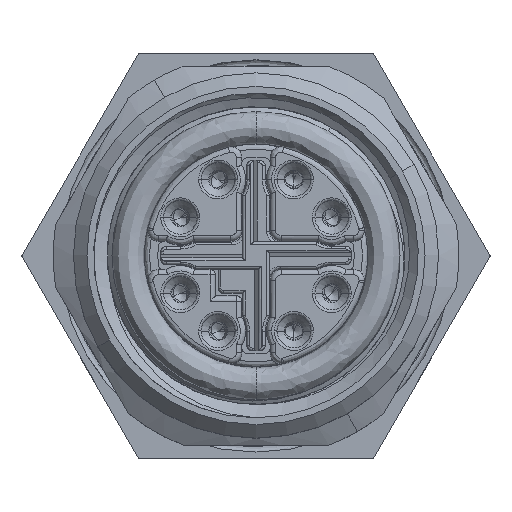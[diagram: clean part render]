
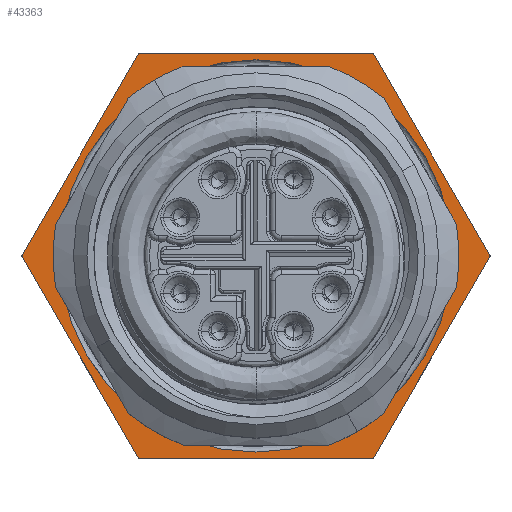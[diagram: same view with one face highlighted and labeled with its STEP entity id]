
A CAD part, top view. The second image highlights one B-rep face of the part: STEP entity #43363.
In plain terms, the highlighted planar face has unit normal (0, 0, 1).
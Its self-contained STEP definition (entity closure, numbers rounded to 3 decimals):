
#96 = VERTEX_POINT ( 'NONE', #16146 ) ;
#402 = ORIENTED_EDGE ( 'NONE', *, *, #22268, .F. ) ;
#653 = EDGE_CURVE ( 'NONE', #33330, #18868, #22927, .T. ) ;
#940 = CARTESIAN_POINT ( 'NONE',  ( 4.31, 7.5, -2.9 ) ) ;
#1165 = VECTOR ( 'NONE', #19920, 1000. ) ;
#1607 = VERTEX_POINT ( 'NONE', #6072 ) ;
#2386 = DIRECTION ( 'NONE',  ( 0., 0., -1. ) ) ;
#2501 = EDGE_CURVE ( 'NONE', #26164, #44224, #13883, .T. ) ;
#2814 = VERTEX_POINT ( 'NONE', #43754 ) ;
#3088 = CARTESIAN_POINT ( 'NONE',  ( 6.495, -3.75, -2.9 ) ) ;
#3301 = DIRECTION ( 'NONE',  ( -0.5, 0.866, 0. ) ) ;
#3345 = AXIS2_PLACEMENT_3D ( 'NONE', #43887, #20296, #47844 ) ;
#3358 = DIRECTION ( 'NONE',  ( 0.5, 0.866, 0. ) ) ;
#3463 = CARTESIAN_POINT ( 'NONE',  ( -4.31, 7.5, -2.9 ) ) ;
#4222 = CARTESIAN_POINT ( 'NONE',  ( 0., 0., -2.9 ) ) ;
#5063 = LINE ( 'NONE', #50319, #45575 ) ;
#5949 = ORIENTED_EDGE ( 'NONE', *, *, #8657, .T. ) ;
#6072 = CARTESIAN_POINT ( 'NONE',  ( 4.325, 7.491, -2.9 ) ) ;
#6186 = CARTESIAN_POINT ( 'NONE',  ( 4.31, 7.5, -2.9 ) ) ;
#6347 = CARTESIAN_POINT ( 'NONE',  ( -8.65, -0.018, -2.9 ) ) ;
#7471 = ORIENTED_EDGE ( 'NONE', *, *, #653, .T. ) ;
#7729 = CARTESIAN_POINT ( 'NONE',  ( 0., 0., -2.9 ) ) ;
#7881 = AXIS2_PLACEMENT_3D ( 'NONE', #16267, #43822, #20226 ) ;
#8123 = DIRECTION ( 'NONE',  ( 0.5, 0.866, 0. ) ) ;
#8159 = CIRCLE ( 'NONE', #34892, 8.65 ) ;
#8293 = CARTESIAN_POINT ( 'NONE',  ( -8.65, 0.018, -2.9 ) ) ;
#8657 = EDGE_CURVE ( 'NONE', #22849, #2814, #48780, .T. ) ;
#8903 = CARTESIAN_POINT ( 'NONE',  ( 8.65, 0.018, -2.9 ) ) ;
#9880 = EDGE_CURVE ( 'NONE', #40780, #96, #5063, .T. ) ;
#10189 = ORIENTED_EDGE ( 'NONE', *, *, #47217, .F. ) ;
#10877 = AXIS2_PLACEMENT_3D ( 'NONE', #50376, #26756, #3358 ) ;
#11117 = CARTESIAN_POINT ( 'NONE',  ( 0., 0., -2.9 ) ) ;
#11249 = ORIENTED_EDGE ( 'NONE', *, *, #9880, .T. ) ;
#11618 = DIRECTION ( 'NONE',  ( 0.5, 0.866, 0. ) ) ;
#12800 = EDGE_CURVE ( 'NONE', #33330, #34937, #38283, .T. ) ;
#13059 = CARTESIAN_POINT ( 'NONE',  ( 7.491, -4.325, -2.9 ) ) ;
#13403 = VECTOR ( 'NONE', #50111, 1000. ) ;
#13497 = CARTESIAN_POINT ( 'NONE',  ( 0., 0., -2.9 ) ) ;
#13883 = LINE ( 'NONE', #940, #33557 ) ;
#14042 = AXIS2_PLACEMENT_3D ( 'NONE', #4222, #31597, #8123 ) ;
#14395 = EDGE_CURVE ( 'NONE', #26164, #1607, #8159, .T. ) ;
#14632 = LINE ( 'NONE', #3088, #13403 ) ;
#15085 = DIRECTION ( 'NONE',  ( 0.5, 0.866, 0. ) ) ;
#16146 = CARTESIAN_POINT ( 'NONE',  ( 4.34, 7.482, -2.9 ) ) ;
#16267 = CARTESIAN_POINT ( 'NONE',  ( 0., 0., -2.9 ) ) ;
#16792 = ORIENTED_EDGE ( 'NONE', *, *, #28829, .T. ) ;
#16979 = DIRECTION ( 'NONE',  ( -0.5, -0.866, 0. ) ) ;
#17441 = DIRECTION ( 'NONE',  ( 0.5, 0.866, 0. ) ) ;
#17897 = CIRCLE ( 'NONE', #10877, 8.65 ) ;
#18363 = EDGE_CURVE ( 'NONE', #19204, #34937, #21925, .T. ) ;
#18868 = VERTEX_POINT ( 'NONE', #34678 ) ;
#19204 = VERTEX_POINT ( 'NONE', #6347 ) ;
#19296 = VECTOR ( 'NONE', #43556, 1000. ) ;
#19599 = AXIS2_PLACEMENT_3D ( 'NONE', #25784, #2386, #29734 ) ;
#19920 = DIRECTION ( 'NONE',  ( 0.5, -0.866, 0. ) ) ;
#20145 = CARTESIAN_POINT ( 'NONE',  ( 0., 0., -2.9 ) ) ;
#20152 = CIRCLE ( 'NONE', #25850, 8.65 ) ;
#20172 = EDGE_CURVE ( 'NONE', #25834, #18868, #20152, .T. ) ;
#20226 = DIRECTION ( 'NONE',  ( 0.5, 0.866, 0. ) ) ;
#20296 = DIRECTION ( 'NONE',  ( 0., 0., -1. ) ) ;
#20634 = ORIENTED_EDGE ( 'NONE', *, *, #27574, .T. ) ;
#20696 = EDGE_CURVE ( 'NONE', #49913, #44224, #31098, .T. ) ;
#20712 = VERTEX_POINT ( 'NONE', #8293 ) ;
#21925 = LINE ( 'NONE', #43504, #1165 ) ;
#22268 = EDGE_CURVE ( 'NONE', #40780, #48394, #17897, .T. ) ;
#22849 = VERTEX_POINT ( 'NONE', #26868 ) ;
#22927 = LINE ( 'NONE', #39546, #33388 ) ;
#23004 = CARTESIAN_POINT ( 'NONE',  ( -4.31, -7.5, -2.9 ) ) ;
#23542 = CARTESIAN_POINT ( 'NONE',  ( 4.34, -7.482, -2.9 ) ) ;
#23618 = DIRECTION ( 'NONE',  ( 1., 0., 0. ) ) ;
#24088 = DIRECTION ( 'NONE',  ( 0.5, 0.866, 0. ) ) ;
#24094 = CARTESIAN_POINT ( 'NONE',  ( -6.495, 3.75, -2.9 ) ) ;
#24840 = EDGE_LOOP ( 'NONE', ( #26205, #49053, #28955, #7471, #40080, #43770, #402, #11249, #10189, #41737, #41032, #35128, #16792 ) ) ;
#25784 = CARTESIAN_POINT ( 'NONE',  ( 0., 0., -2.9 ) ) ;
#25834 = VERTEX_POINT ( 'NONE', #23542 ) ;
#25850 = AXIS2_PLACEMENT_3D ( 'NONE', #20145, #47681, #24088 ) ;
#26164 = VERTEX_POINT ( 'NONE', #6186 ) ;
#26205 = ORIENTED_EDGE ( 'NONE', *, *, #48798, .F. ) ;
#26756 = DIRECTION ( 'NONE',  ( 0., 0., -1. ) ) ;
#26868 = CARTESIAN_POINT ( 'NONE',  ( 3.625, 6.279, -2.9 ) ) ;
#27574 = EDGE_CURVE ( 'NONE', #2814, #22849, #38459, .T. ) ;
#28829 = EDGE_CURVE ( 'NONE', #49913, #20712, #49527, .T. ) ;
#28955 = ORIENTED_EDGE ( 'NONE', *, *, #12800, .F. ) ;
#29734 = DIRECTION ( 'NONE',  ( 0.5, 0.866, 0. ) ) ;
#30565 = EDGE_CURVE ( 'NONE', #25834, #48394, #14632, .T. ) ;
#31098 = CIRCLE ( 'NONE', #14042, 8.65 ) ;
#31597 = DIRECTION ( 'NONE',  ( 0., 0., -1. ) ) ;
#31709 = AXIS2_PLACEMENT_3D ( 'NONE', #11117, #38620, #15085 ) ;
#31797 = AXIS2_PLACEMENT_3D ( 'NONE', #13059, #40527, #16979 ) ;
#32089 = CARTESIAN_POINT ( 'NONE',  ( -4.34, -7.482, -2.9 ) ) ;
#32556 = EDGE_LOOP ( 'NONE', ( #5949, #20634 ) ) ;
#32876 = CIRCLE ( 'NONE', #48055, 8.65 ) ;
#33330 = VERTEX_POINT ( 'NONE', #23004 ) ;
#33388 = VECTOR ( 'NONE', #23618, 1000. ) ;
#33557 = VECTOR ( 'NONE', #47766, 1000. ) ;
#34678 = CARTESIAN_POINT ( 'NONE',  ( 4.31, -7.5, -2.9 ) ) ;
#34892 = AXIS2_PLACEMENT_3D ( 'NONE', #13497, #40974, #17441 ) ;
#34937 = VERTEX_POINT ( 'NONE', #32089 ) ;
#35128 = ORIENTED_EDGE ( 'NONE', *, *, #20696, .F. ) ;
#35168 = DIRECTION ( 'NONE',  ( 0., 0., -1. ) ) ;
#36407 = CARTESIAN_POINT ( 'NONE',  ( 8.65, -0.018, -2.9 ) ) ;
#38283 = CIRCLE ( 'NONE', #19599, 8.65 ) ;
#38459 = CIRCLE ( 'NONE', #7881, 7.25 ) ;
#38620 = DIRECTION ( 'NONE',  ( 0., 0., -1. ) ) ;
#39198 = FACE_OUTER_BOUND ( 'NONE', #24840, .T. ) ;
#39546 = CARTESIAN_POINT ( 'NONE',  ( -4.31, -7.5, -2.9 ) ) ;
#40080 = ORIENTED_EDGE ( 'NONE', *, *, #20172, .F. ) ;
#40527 = DIRECTION ( 'NONE',  ( 0., 0., 1. ) ) ;
#40780 = VERTEX_POINT ( 'NONE', #8903 ) ;
#40974 = DIRECTION ( 'NONE',  ( 0., 0., -1. ) ) ;
#41032 = ORIENTED_EDGE ( 'NONE', *, *, #2501, .T. ) ;
#41737 = ORIENTED_EDGE ( 'NONE', *, *, #14395, .F. ) ;
#43363 = ADVANCED_FACE ( 'NONE', ( #39198, #48466 ), #48321, .T. ) ;
#43504 = CARTESIAN_POINT ( 'NONE',  ( -8.65, -0.018, -2.9 ) ) ;
#43556 = DIRECTION ( 'NONE',  ( -0.5, -0.866, 0. ) ) ;
#43754 = CARTESIAN_POINT ( 'NONE',  ( -3.625, -6.279, -2.9 ) ) ;
#43770 = ORIENTED_EDGE ( 'NONE', *, *, #30565, .T. ) ;
#43822 = DIRECTION ( 'NONE',  ( 0., 0., -1. ) ) ;
#43887 = CARTESIAN_POINT ( 'NONE',  ( 0., 0., -2.9 ) ) ;
#43991 = CARTESIAN_POINT ( 'NONE',  ( -4.34, 7.482, -2.9 ) ) ;
#44224 = VERTEX_POINT ( 'NONE', #3463 ) ;
#45575 = VECTOR ( 'NONE', #3301, 1000. ) ;
#47217 = EDGE_CURVE ( 'NONE', #1607, #96, #49561, .T. ) ;
#47681 = DIRECTION ( 'NONE',  ( 0., 0., -1. ) ) ;
#47766 = DIRECTION ( 'NONE',  ( -1., 0., 0. ) ) ;
#47844 = DIRECTION ( 'NONE',  ( 0.5, 0.866, 0. ) ) ;
#48055 = AXIS2_PLACEMENT_3D ( 'NONE', #7729, #35168, #11618 ) ;
#48321 = PLANE ( 'NONE',  #31797 ) ;
#48394 = VERTEX_POINT ( 'NONE', #36407 ) ;
#48466 = FACE_BOUND ( 'NONE', #32556, .T. ) ;
#48780 = CIRCLE ( 'NONE', #3345, 7.25 ) ;
#48798 = EDGE_CURVE ( 'NONE', #19204, #20712, #32876, .T. ) ;
#49053 = ORIENTED_EDGE ( 'NONE', *, *, #18363, .T. ) ;
#49527 = LINE ( 'NONE', #24094, #19296 ) ;
#49561 = CIRCLE ( 'NONE', #31709, 8.65 ) ;
#49913 = VERTEX_POINT ( 'NONE', #43991 ) ;
#50111 = DIRECTION ( 'NONE',  ( 0.5, 0.866, 0. ) ) ;
#50319 = CARTESIAN_POINT ( 'NONE',  ( 8.65, 0.018, -2.9 ) ) ;
#50376 = CARTESIAN_POINT ( 'NONE',  ( 0., 0., -2.9 ) ) ;
